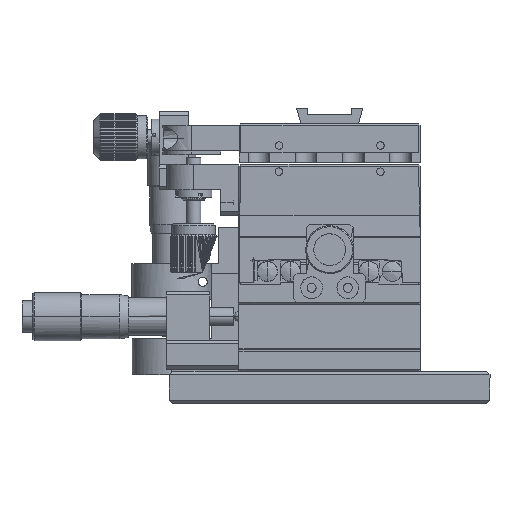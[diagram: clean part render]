
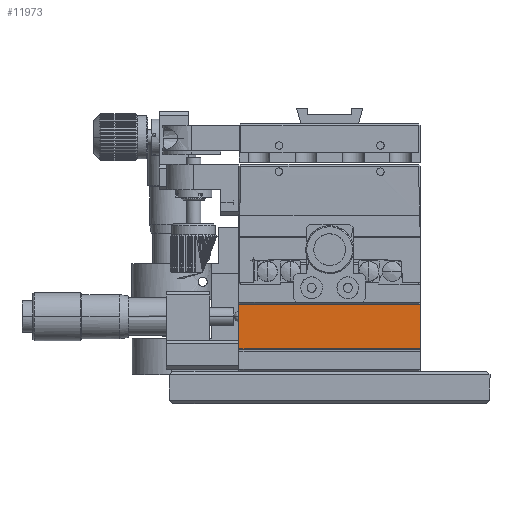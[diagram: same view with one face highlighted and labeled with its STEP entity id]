
A CAD part, front view. The second image highlights one B-rep face of the part: STEP entity #11973.
In plain terms, the highlighted free-form (B-spline) face has degree [1, 1] with [2, 2] control points.
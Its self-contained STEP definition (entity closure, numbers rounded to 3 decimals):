
#525 = CARTESIAN_POINT ( 'NONE',  ( -29.456, -22.591, 22.8 ) ) ;
#739 = EDGE_CURVE ( 'NONE', #50342, #43981, #17961, .T. ) ;
#1305 = CARTESIAN_POINT ( 'NONE',  ( -29.456, -22.591, 10.7 ) ) ;
#5554 = ORIENTED_EDGE ( 'NONE', *, *, #37727, .T. ) ;
#6942 = FACE_OUTER_BOUND ( 'NONE', #8444, .T. ) ;
#7307 = VERTEX_POINT ( 'NONE', #16925 ) ;
#8444 = EDGE_LOOP ( 'NONE', ( #45094, #45311, #51186, #5554 ) ) ;
#8529 = CARTESIAN_POINT ( 'NONE',  ( -29.456, -22.591, 22.8 ) ) ;
#11973 = ADVANCED_FACE ( 'NONE', ( #6942 ), #41494, .T. ) ;
#14021 = CARTESIAN_POINT ( 'NONE',  ( -29.456, -22.591, 10.7 ) ) ;
#14367 = B_SPLINE_CURVE_WITH_KNOTS ( 'NONE', 1,
 ( #57583, #33791 ),
 .UNSPECIFIED., .F., .F.,
 ( 2, 2 ),
 ( 0., 1. ),
 .UNSPECIFIED. ) ;
#16925 = CARTESIAN_POINT ( 'NONE',  ( 20.544, -22.591, 22.8 ) ) ;
#17961 = B_SPLINE_CURVE_WITH_KNOTS ( 'NONE', 1,
 ( #38485, #42712 ),
 .UNSPECIFIED., .F., .F.,
 ( 2, 2 ),
 ( 0., 1. ),
 .UNSPECIFIED. ) ;
#20516 = EDGE_CURVE ( 'NONE', #7307, #50342, #41167, .T. ) ;
#22423 = VERTEX_POINT ( 'NONE', #42184 ) ;
#33791 = CARTESIAN_POINT ( 'NONE',  ( 20.544, -22.591, 10.7 ) ) ;
#37575 = EDGE_CURVE ( 'NONE', #22423, #7307, #47770, .T. ) ;
#37727 = EDGE_CURVE ( 'NONE', #43981, #22423, #14367, .T. ) ;
#38386 = CARTESIAN_POINT ( 'NONE',  ( 20.544, -22.591, 10.7 ) ) ;
#38485 = CARTESIAN_POINT ( 'NONE',  ( -29.456, -22.591, 22.8 ) ) ;
#39017 = CARTESIAN_POINT ( 'NONE',  ( 20.544, -22.591, 22.8 ) ) ;
#41167 = B_SPLINE_CURVE_WITH_KNOTS ( 'NONE', 1,
 ( #43748, #525 ),
 .UNSPECIFIED., .F., .F.,
 ( 2, 2 ),
 ( -1., 0. ),
 .UNSPECIFIED. ) ;
#41494 = B_SPLINE_SURFACE_WITH_KNOTS ( 'NONE', 1, 1, ( 
 ( #8529, #39017 ),
 ( #14021, #38386 ) ),
 .UNSPECIFIED., .F., .F., .F.,
 ( 2, 2 ),
 ( 2, 2 ),
 ( 0., 1. ),
 ( 0., 1. ),
 .UNSPECIFIED. ) ;
#42184 = CARTESIAN_POINT ( 'NONE',  ( 20.544, -22.591, 10.7 ) ) ;
#42712 = CARTESIAN_POINT ( 'NONE',  ( -29.456, -22.591, 10.7 ) ) ;
#43696 = CARTESIAN_POINT ( 'NONE',  ( 20.544, -22.591, 10.7 ) ) ;
#43748 = CARTESIAN_POINT ( 'NONE',  ( 20.544, -22.591, 22.8 ) ) ;
#43981 = VERTEX_POINT ( 'NONE', #1305 ) ;
#45094 = ORIENTED_EDGE ( 'NONE', *, *, #37575, .T. ) ;
#45311 = ORIENTED_EDGE ( 'NONE', *, *, #20516, .T. ) ;
#47770 = B_SPLINE_CURVE_WITH_KNOTS ( 'NONE', 1,
 ( #43696, #63541 ),
 .UNSPECIFIED., .F., .F.,
 ( 2, 2 ),
 ( -1., 0. ),
 .UNSPECIFIED. ) ;
#50342 = VERTEX_POINT ( 'NONE', #58003 ) ;
#51186 = ORIENTED_EDGE ( 'NONE', *, *, #739, .T. ) ;
#57583 = CARTESIAN_POINT ( 'NONE',  ( -29.456, -22.591, 10.7 ) ) ;
#58003 = CARTESIAN_POINT ( 'NONE',  ( -29.456, -22.591, 22.8 ) ) ;
#63541 = CARTESIAN_POINT ( 'NONE',  ( 20.544, -22.591, 22.8 ) ) ;
